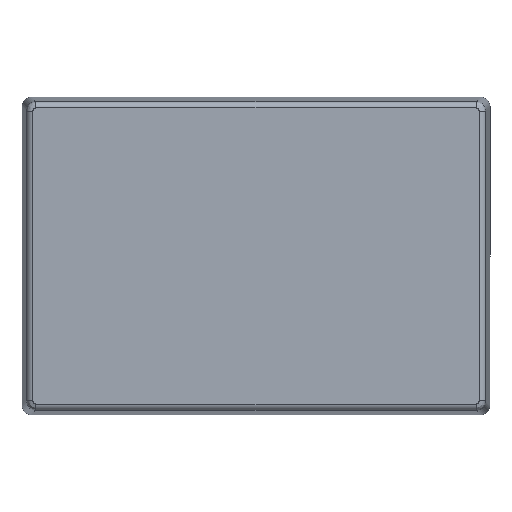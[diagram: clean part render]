
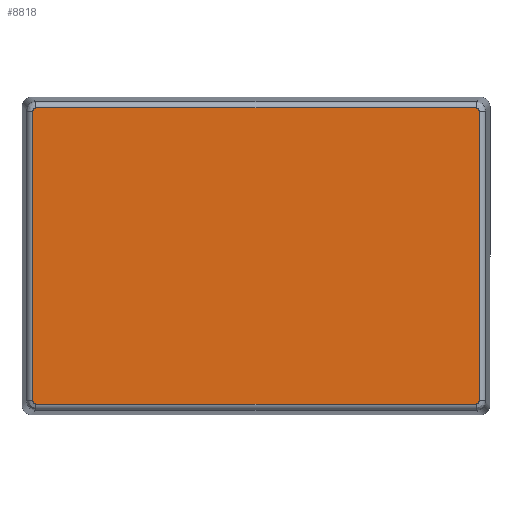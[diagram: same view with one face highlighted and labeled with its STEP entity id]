
A CAD part, front view. The second image highlights one B-rep face of the part: STEP entity #8818.
In plain terms, the highlighted face is planar.
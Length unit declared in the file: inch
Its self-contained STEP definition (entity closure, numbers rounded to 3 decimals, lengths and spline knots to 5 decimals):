
#935=LINE('',#13696,#1524);
#939=LINE('',#13743,#1528);
#941=LINE('',#13746,#1530);
#943=LINE('',#13749,#1532);
#1524=VECTOR('',#11110,8.18036);
#1528=VECTOR('',#11128,5.38508);
#1530=VECTOR('',#11132,8.18036);
#1532=VECTOR('',#11136,5.38508);
#1700=ELLIPSE('',#9475,0.05913,0.05906);
#1703=ELLIPSE('',#9481,0.05913,0.05906);
#1706=ELLIPSE('',#9487,0.05913,0.05906);
#1709=ELLIPSE('',#9494,0.05913,0.05906);
#1876=PLANE('',#9502);
#2507=FACE_OUTER_BOUND('',#3096,.T.);
#3096=EDGE_LOOP('',(#7152,#7153,#7154,#7155,#7156,#7157,#7158,#7159));
#4226=VERTEX_POINT('',#13593);
#4228=VERTEX_POINT('',#13597);
#4232=VERTEX_POINT('',#13637);
#4234=VERTEX_POINT('',#13641);
#4238=VERTEX_POINT('',#13681);
#4240=VERTEX_POINT('',#13685);
#4244=VERTEX_POINT('',#13728);
#4246=VERTEX_POINT('',#13732);
#5291=EDGE_CURVE('',#4228,#4226,#1700,.T.);
#5298=EDGE_CURVE('',#4234,#4232,#1703,.T.);
#5305=EDGE_CURVE('',#4240,#4238,#1706,.T.);
#5310=EDGE_CURVE('',#4226,#4240,#935,.T.);
#5314=EDGE_CURVE('',#4246,#4244,#1709,.T.);
#5319=EDGE_CURVE('',#4238,#4246,#939,.T.);
#5321=EDGE_CURVE('',#4244,#4234,#941,.T.);
#5323=EDGE_CURVE('',#4232,#4228,#943,.T.);
#7152=ORIENTED_EDGE('',*,*,#5314,.F.);
#7153=ORIENTED_EDGE('',*,*,#5319,.F.);
#7154=ORIENTED_EDGE('',*,*,#5305,.F.);
#7155=ORIENTED_EDGE('',*,*,#5310,.F.);
#7156=ORIENTED_EDGE('',*,*,#5291,.F.);
#7157=ORIENTED_EDGE('',*,*,#5323,.F.);
#7158=ORIENTED_EDGE('',*,*,#5298,.F.);
#7159=ORIENTED_EDGE('',*,*,#5321,.F.);
#8818=ADVANCED_FACE('',(#2507),#1876,.F.);
#9475=AXIS2_PLACEMENT_3D('',#13599,#11071,#11072);
#9481=AXIS2_PLACEMENT_3D('',#13643,#11085,#11086);
#9487=AXIS2_PLACEMENT_3D('',#13687,#11099,#11100);
#9494=AXIS2_PLACEMENT_3D('',#13734,#11117,#11118);
#9502=AXIS2_PLACEMENT_3D('',#13754,#11143,#11144);
#11071=DIRECTION('center_axis',(0.,0.,1.));
#11072=DIRECTION('ref_axis',(0.707,0.707,0.));
#11085=DIRECTION('center_axis',(0.,0.,1.));
#11086=DIRECTION('ref_axis',(0.707,-0.707,0.));
#11099=DIRECTION('center_axis',(0.,0.,1.));
#11100=DIRECTION('ref_axis',(-0.707,0.707,0.));
#11110=DIRECTION('',(-1.,0.,0.));
#11117=DIRECTION('center_axis',(0.,0.,1.));
#11118=DIRECTION('ref_axis',(-0.707,-0.707,0.));
#11128=DIRECTION('',(0.,-1.,0.));
#11132=DIRECTION('',(1.,0.,0.));
#11136=DIRECTION('',(0.,1.,0.));
#11143=DIRECTION('center_axis',(0.,0.,1.));
#11144=DIRECTION('ref_axis',(1.,0.,0.));
#13593=CARTESIAN_POINT('',(4.09018,2.75156,-2.38189));
#13597=CARTESIAN_POINT('',(4.1492,2.69254,-2.38189));
#13599=CARTESIAN_POINT('Origin',(4.0901,2.69246,-2.38189));
#13637=CARTESIAN_POINT('',(4.1492,-2.69254,-2.38189));
#13641=CARTESIAN_POINT('',(4.09018,-2.75156,-2.38189));
#13643=CARTESIAN_POINT('Origin',(4.0901,-2.69246,-2.38189));
#13681=CARTESIAN_POINT('',(-4.1492,2.69254,-2.38189));
#13685=CARTESIAN_POINT('',(-4.09018,2.75156,-2.38189));
#13687=CARTESIAN_POINT('Origin',(-4.0901,2.69246,-2.38189));
#13696=CARTESIAN_POINT('',(2.1752,2.75156,-2.38189));
#13728=CARTESIAN_POINT('',(-4.09018,-2.75156,-2.38189));
#13732=CARTESIAN_POINT('',(-4.1492,-2.69254,-2.38189));
#13734=CARTESIAN_POINT('Origin',(-4.0901,-2.69246,-2.38189));
#13743=CARTESIAN_POINT('',(-4.1492,1.47638,-2.38189));
#13746=CARTESIAN_POINT('',(-2.1752,-2.75156,-2.38189));
#13749=CARTESIAN_POINT('',(4.1492,-1.47638,-2.38189));
#13754=CARTESIAN_POINT('Origin',(0.,0.,
-2.38189));
